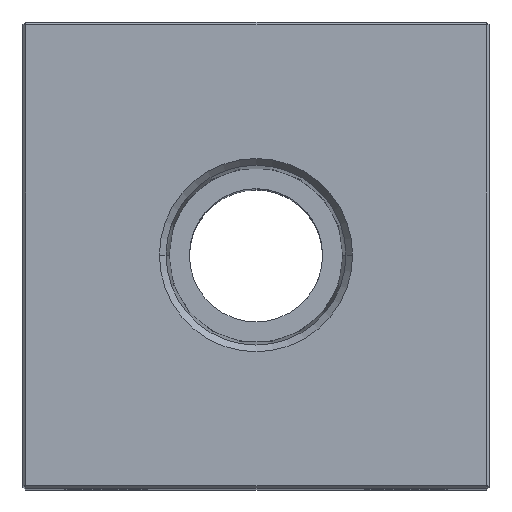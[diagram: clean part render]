
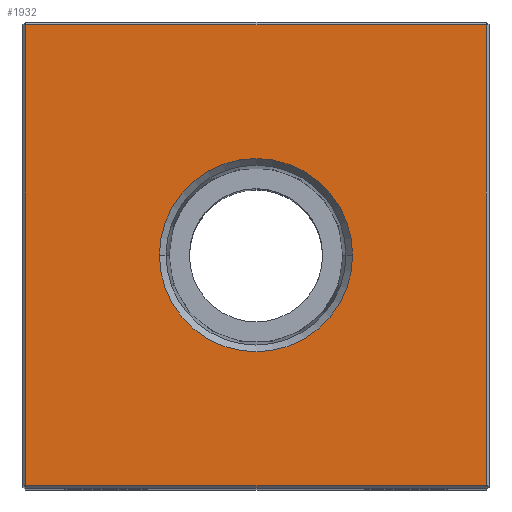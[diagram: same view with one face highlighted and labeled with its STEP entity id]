
A CAD part, top view. The second image highlights one B-rep face of the part: STEP entity #1932.
In plain terms, the highlighted planar face has unit normal (0, 0, 1).
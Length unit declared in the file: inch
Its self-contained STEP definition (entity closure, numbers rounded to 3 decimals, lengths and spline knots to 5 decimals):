
#771 = CARTESIAN_POINT ( 'NONE',  ( -0.3626, 0., 3.75 ) ) ;
#827 = CARTESIAN_POINT ( 'NONE',  ( 0.865, 0., 3.75 ) ) ;
#1322 = CARTESIAN_POINT ( 'NONE',  ( 0., -0.865, 3.75 ) ) ;
#1932 = ADVANCED_FACE ( 'NONE', ( #18445, #3634 ), #5280, .F. ) ;
#2750 = CARTESIAN_POINT ( 'NONE',  ( -0.865, 0., 3.75 ) ) ;
#2859 = CARTESIAN_POINT ( 'NONE',  ( -0.865, 0.865, 3.75 ) ) ;
#3219 = LINE ( 'NONE', #6630, #3569 ) ;
#3365 = DIRECTION ( 'NONE',  ( 0., 1., 0. ) ) ;
#3569 = VECTOR ( 'NONE', #24362, 39.37008 ) ;
#3634 = FACE_BOUND ( 'NONE', #11921, .T. ) ;
#4793 = VERTEX_POINT ( 'NONE', #2859 ) ;
#5280 = PLANE ( 'NONE',  #5705 ) ;
#5705 = AXIS2_PLACEMENT_3D ( 'NONE', #24536, #20850, #9100 ) ;
#6281 = VERTEX_POINT ( 'NONE', #15294 ) ;
#6474 = ORIENTED_EDGE ( 'NONE', *, *, #15094, .T. ) ;
#6630 = CARTESIAN_POINT ( 'NONE',  ( 0., 0.865, 3.75 ) ) ;
#7634 = EDGE_CURVE ( 'NONE', #23407, #21691, #20328, .T. ) ;
#7638 = AXIS2_PLACEMENT_3D ( 'NONE', #15324, #16856, #22913 ) ;
#7994 = ORIENTED_EDGE ( 'NONE', *, *, #18954, .F. ) ;
#7999 = VECTOR ( 'NONE', #3365, 39.37008 ) ;
#8867 = CIRCLE ( 'NONE', #7638, 0.3626 ) ;
#9092 = LINE ( 'NONE', #2750, #13430 ) ;
#9100 = DIRECTION ( 'NONE',  ( -1., 0., 0. ) ) ;
#9348 = DIRECTION ( 'NONE',  ( 0., 0., 1. ) ) ;
#10540 = EDGE_CURVE ( 'NONE', #4793, #23407, #9092, .T. ) ;
#11441 = EDGE_LOOP ( 'NONE', ( #21286, #21086, #6474, #12739 ) ) ;
#11921 = EDGE_LOOP ( 'NONE', ( #7994, #12630 ) ) ;
#12630 = ORIENTED_EDGE ( 'NONE', *, *, #17474, .F. ) ;
#12682 = VECTOR ( 'NONE', #16914, 39.37008 ) ;
#12739 = ORIENTED_EDGE ( 'NONE', *, *, #16331, .T. ) ;
#13430 = VECTOR ( 'NONE', #16423, 39.37008 ) ;
#14099 = CIRCLE ( 'NONE', #23393, 0.3626 ) ;
#14494 = VERTEX_POINT ( 'NONE', #24568 ) ;
#15094 = EDGE_CURVE ( 'NONE', #21691, #14494, #24511, .T. ) ;
#15294 = CARTESIAN_POINT ( 'NONE',  ( 0.3626, 0., 3.75 ) ) ;
#15324 = CARTESIAN_POINT ( 'NONE',  ( 0., 0., 3.75 ) ) ;
#16331 = EDGE_CURVE ( 'NONE', #14494, #4793, #3219, .T. ) ;
#16423 = DIRECTION ( 'NONE',  ( 0., -1., 0. ) ) ;
#16856 = DIRECTION ( 'NONE',  ( 0., 0., 1. ) ) ;
#16914 = DIRECTION ( 'NONE',  ( 1., 0., 0. ) ) ;
#17059 = CARTESIAN_POINT ( 'NONE',  ( 0., 0., 3.75 ) ) ;
#17474 = EDGE_CURVE ( 'NONE', #19733, #6281, #14099, .T. ) ;
#17869 = CARTESIAN_POINT ( 'NONE',  ( -0.865, -0.865, 3.75 ) ) ;
#18445 = FACE_OUTER_BOUND ( 'NONE', #11441, .T. ) ;
#18954 = EDGE_CURVE ( 'NONE', #6281, #19733, #8867, .T. ) ;
#19733 = VERTEX_POINT ( 'NONE', #771 ) ;
#20328 = LINE ( 'NONE', #1322, #12682 ) ;
#20850 = DIRECTION ( 'NONE',  ( 0., 0., -1. ) ) ;
#21086 = ORIENTED_EDGE ( 'NONE', *, *, #7634, .T. ) ;
#21286 = ORIENTED_EDGE ( 'NONE', *, *, #10540, .T. ) ;
#21691 = VERTEX_POINT ( 'NONE', #23910 ) ;
#22913 = DIRECTION ( 'NONE',  ( 1., 0., 0. ) ) ;
#23393 = AXIS2_PLACEMENT_3D ( 'NONE', #17059, #9348, #24784 ) ;
#23407 = VERTEX_POINT ( 'NONE', #17869 ) ;
#23910 = CARTESIAN_POINT ( 'NONE',  ( 0.865, -0.865, 3.75 ) ) ;
#24362 = DIRECTION ( 'NONE',  ( -1., 0., 0. ) ) ;
#24511 = LINE ( 'NONE', #827, #7999 ) ;
#24536 = CARTESIAN_POINT ( 'NONE',  ( 0., 0., 3.75 ) ) ;
#24568 = CARTESIAN_POINT ( 'NONE',  ( 0.865, 0.865, 3.75 ) ) ;
#24784 = DIRECTION ( 'NONE',  ( 1., 0., 0. ) ) ;
